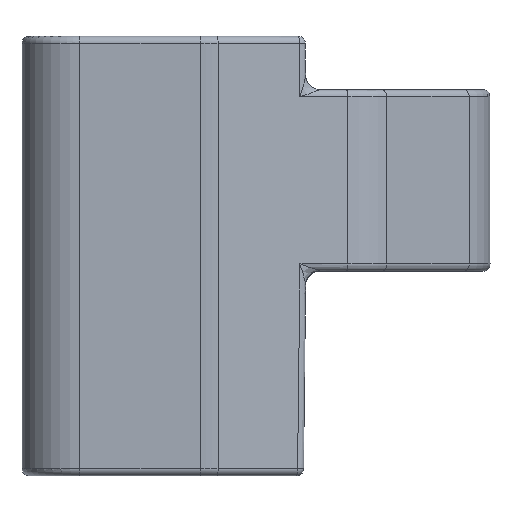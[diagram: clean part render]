
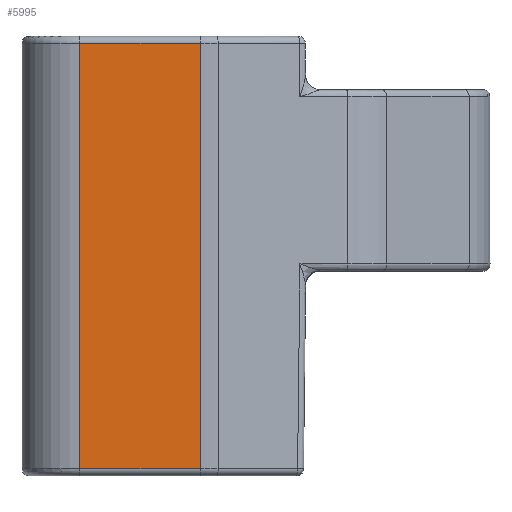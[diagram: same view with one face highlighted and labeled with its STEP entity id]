
A CAD part, left-side view. The second image highlights one B-rep face of the part: STEP entity #5995.
In plain terms, the highlighted planar face has unit normal (-1, 0, 0).
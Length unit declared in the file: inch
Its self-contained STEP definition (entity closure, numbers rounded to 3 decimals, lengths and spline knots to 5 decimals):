
#323=LINE('',#9620,#667);
#336=LINE('',#10113,#680);
#337=LINE('',#10115,#681);
#338=LINE('',#10116,#682);
#667=VECTOR('',#7122,0.32989);
#680=VECTOR('',#7275,1.16142);
#681=VECTOR('',#7276,0.32989);
#682=VECTOR('',#7277,1.16142);
#1197=PLANE('',#6461);
#1317=FACE_OUTER_BOUND('',#1712,.T.);
#1712=EDGE_LOOP('',(#4171,#4172,#4173,#4174));
#2508=VERTEX_POINT('',#9616);
#2509=VERTEX_POINT('',#9618);
#2542=VERTEX_POINT('',#10112);
#2543=VERTEX_POINT('',#10114);
#3090=EDGE_CURVE('',#2508,#2509,#323,.T.);
#3152=EDGE_CURVE('',#2542,#2509,#336,.T.);
#3153=EDGE_CURVE('',#2542,#2543,#337,.T.);
#3154=EDGE_CURVE('',#2543,#2508,#338,.T.);
#4171=ORIENTED_EDGE('',*,*,#3152,.F.);
#4172=ORIENTED_EDGE('',*,*,#3153,.T.);
#4173=ORIENTED_EDGE('',*,*,#3154,.T.);
#4174=ORIENTED_EDGE('',*,*,#3090,.T.);
#5995=ADVANCED_FACE('',(#1317),#1197,.T.);
#6461=AXIS2_PLACEMENT_3D('',#10111,#7273,#7274);
#7122=DIRECTION('',(0.,1.,0.));
#7273=DIRECTION('center_axis',(-1.,0.,0.));
#7274=DIRECTION('ref_axis',(0.,0.,1.));
#7275=DIRECTION('',(0.,0.,1.));
#7276=DIRECTION('',(0.,-1.,0.));
#7277=DIRECTION('',(0.,0.,1.));
#9616=CARTESIAN_POINT('',(-0.48228,-0.17241,0.37402));
#9618=CARTESIAN_POINT('',(-0.48228,0.15748,0.37402));
#9620=CARTESIAN_POINT('',(-0.48228,-0.17241,0.37402));
#10111=CARTESIAN_POINT('Origin',(-0.48228,0.31496,-0.3937));
#10112=CARTESIAN_POINT('',(-0.48228,0.15748,-0.7874));
#10113=CARTESIAN_POINT('',(-0.48228,0.15748,-0.7874));
#10114=CARTESIAN_POINT('',(-0.48228,-0.17241,-0.7874));
#10115=CARTESIAN_POINT('',(-0.48228,0.15748,-0.7874));
#10116=CARTESIAN_POINT('',(-0.48228,-0.17241,-0.7874));
